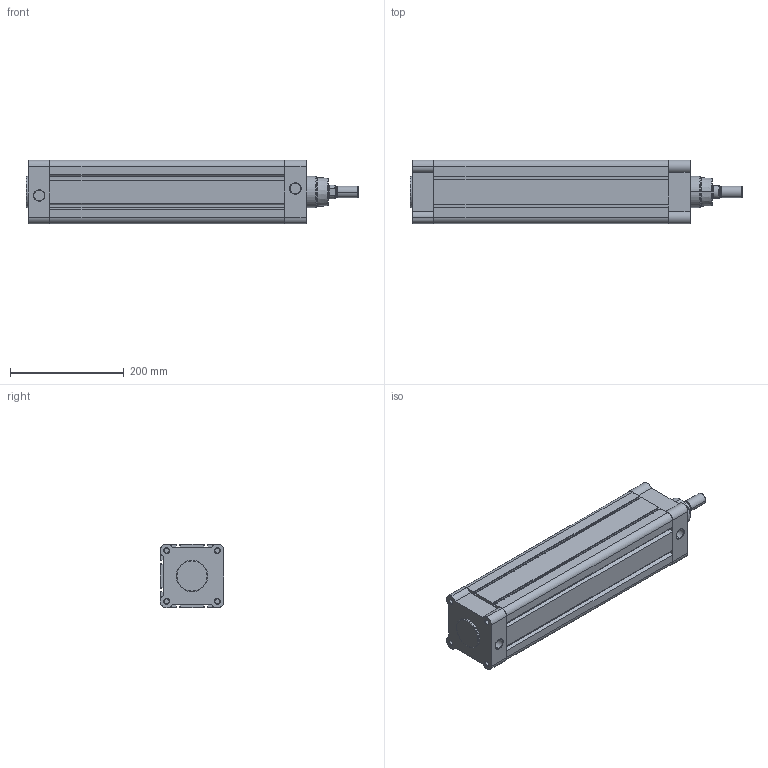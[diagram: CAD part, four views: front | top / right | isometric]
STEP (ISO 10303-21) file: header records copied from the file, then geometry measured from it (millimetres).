
FILE_DESCRIPTION (( 'STEP AP214' ), '1' );
FILE_NAME ('ISO-M 100-350 CYLINDER.STEP', '2010-08-02T14:56:46', ( '' ), ( '' ), 'SwSTEP 2.0', 'SolidWorks 2010', '' );
FILE_SCHEMA (( 'AUTOMOTIVE_DESIGN' ));
Length unit declared in the file: millimetre
Products named in the file (5): ISO 100 arka kapak; ISO 100 BORU; ISO 100 On kapak; ISO 100 M尳; ISO-M  100-350  CYLINDER
Assembly tree (4 placements, depth 2):
  ISO-M  100-350  CYLINDER
    ISO 100 On kapak
    ISO 100 M尳
    ISO 100 BORU
    ISO 100 arka kapak
Bounding box: 583 x 111.98 x 112 mm (x, y, z)
Volume: 3181267 mm3; surface area: 563030.6 mm2
Topology: 4 solids, 4 shells, 208 faces, 506 edges, 320 vertices
Faces by surface type: plane 102, cylinder 64, cone 30, torus 12
Entity records: 6566 total; most frequent: CARTESIAN_POINT 1113, DIRECTION 1100, ORIENTED_EDGE 1012, EDGE_CURVE 506, AXIS2_PLACEMENT_3D 395, VERTEX_POINT 320, VECTOR 310, LINE 310
